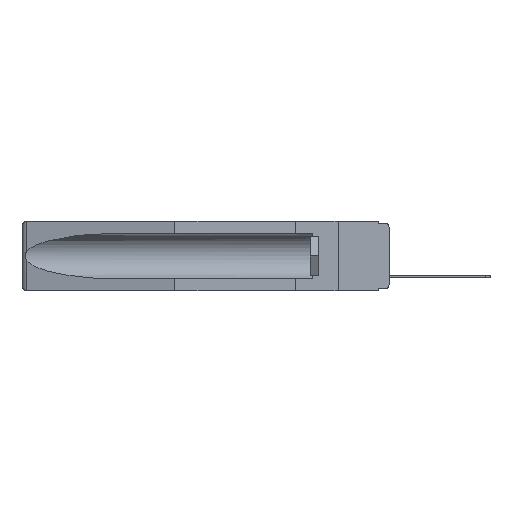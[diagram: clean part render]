
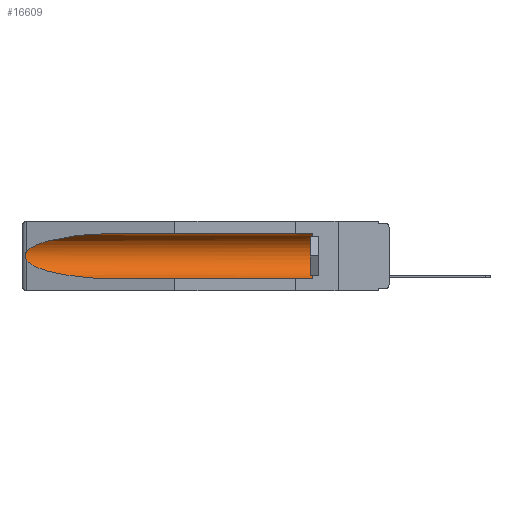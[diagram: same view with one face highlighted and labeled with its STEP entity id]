
A CAD part, left-side view. The second image highlights one B-rep face of the part: STEP entity #16609.
In plain terms, the highlighted cylindrical face has radius 2.857 mm (diameter 5.715 mm), a partial arc.
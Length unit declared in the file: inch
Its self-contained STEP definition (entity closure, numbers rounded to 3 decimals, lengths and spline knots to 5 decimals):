
#177 = VECTOR ( 'NONE', #18500, 39.37008 ) ;
#636 = DIRECTION ( 'NONE',  ( 0., 0., 1. ) ) ;
#702 = DIRECTION ( 'NONE',  ( 0., -1., 0. ) ) ;
#817 = CARTESIAN_POINT ( 'NONE',  ( 0.26597, 1.52961, -0.15275 ) ) ;
#869 = EDGE_CURVE ( 'NONE', #8180, #3870, #2828, .T. ) ;
#997 = CARTESIAN_POINT ( 'NONE',  ( 0.2673, 1.5327, -0.16383 ) ) ;
#1480 = EDGE_CURVE ( 'NONE', #9084, #17106, #3931, .T. ) ;
#1493 = EDGE_CURVE ( 'NONE', #17106, #8180, #14013, .T. ) ;
#1991 = DIRECTION ( 'NONE',  ( 0., 1., 0. ) ) ;
#2828 =( BOUNDED_CURVE ( )  B_SPLINE_CURVE ( 3, ( #18015, #13639, #13575, #9349 ),
 .UNSPECIFIED., .F., .F. ) 
 B_SPLINE_CURVE_WITH_KNOTS ( ( 4, 4 ),
 ( 4.71239, 6.08839 ),
 .UNSPECIFIED. ) 
 CURVE ( )  GEOMETRIC_REPRESENTATION_ITEM ( )  RATIONAL_B_SPLINE_CURVE ( ( 1., 0.848, 0.848, 1. ) ) 
 REPRESENTATION_ITEM ( '' )  );
#3033 = EDGE_LOOP ( 'NONE', ( #10708, #13644, #5447, #18339, #4589, #18095 ) ) ;
#3394 = CARTESIAN_POINT ( 'NONE',  ( 0.155, 1.07973, -0.284 ) ) ;
#3485 = FACE_OUTER_BOUND ( 'NONE', #3033, .T. ) ;
#3631 = CARTESIAN_POINT ( 'NONE',  ( 0.2675, 1.53308, -0.16763 ) ) ;
#3695 = CARTESIAN_POINT ( 'NONE',  ( 0.26537, 1.52718, -0.19328 ) ) ;
#3870 = VERTEX_POINT ( 'NONE', #9209 ) ;
#3931 = CIRCLE ( 'NONE', #13368, 0.1125 ) ;
#4589 = ORIENTED_EDGE ( 'NONE', *, *, #1480, .T. ) ;
#4700 = CARTESIAN_POINT ( 'NONE',  ( 0.21114, 1.30732, -0.284 ) ) ;
#5447 = ORIENTED_EDGE ( 'NONE', *, *, #16100, .T. ) ;
#5910 = B_SPLINE_CURVE_WITH_KNOTS ( 'NONE', 3,
 ( #17947, #817, #15077, #997, #3631, #12408, #10786, #13758, #12233, #3695 ),
 .UNSPECIFIED., .F., .F.,
 ( 4, 2, 2, 2, 4 ),
 ( 0., 0.00029, 0.00058, 0.00087, 0.00117 ),
 .UNSPECIFIED. ) ;
#6079 = CARTESIAN_POINT ( 'NONE',  ( 0.26537, 1.52718, -0.19328 ) ) ;
#7229 = VERTEX_POINT ( 'NONE', #17789 ) ;
#7308 = DIRECTION ( 'NONE',  ( 0., 1., 0. ) ) ;
#7966 = CARTESIAN_POINT ( 'NONE',  ( 0.155, 0.126, -0.059 ) ) ;
#8042 = VERTEX_POINT ( 'NONE', #16666 ) ;
#8180 = VERTEX_POINT ( 'NONE', #16988 ) ;
#8733 = DIRECTION ( 'NONE',  ( 0., 0., 1. ) ) ;
#9084 = VERTEX_POINT ( 'NONE', #18611 ) ;
#9209 = CARTESIAN_POINT ( 'NONE',  ( 0.26537, 1.52718, -0.14972 ) ) ;
#9349 = CARTESIAN_POINT ( 'NONE',  ( 0.26537, 1.52718, -0.14972 ) ) ;
#10547 = CARTESIAN_POINT ( 'NONE',  ( 0.155, 0.126, -0.1715 ) ) ;
#10708 = ORIENTED_EDGE ( 'NONE', *, *, #869, .T. ) ;
#10786 = CARTESIAN_POINT ( 'NONE',  ( 0.2673, 1.53269, -0.17917 ) ) ;
#11374 = AXIS2_PLACEMENT_3D ( 'NONE', #15909, #7308, #8733 ) ;
#12091 = EDGE_CURVE ( 'NONE', #3870, #8042, #5910, .T. ) ;
#12233 = CARTESIAN_POINT ( 'NONE',  ( 0.26597, 1.5296, -0.19026 ) ) ;
#12408 = CARTESIAN_POINT ( 'NONE',  ( 0.2675, 1.53308, -0.17534 ) ) ;
#13276 = CARTESIAN_POINT ( 'NONE',  ( 0.25451, 1.48313, -0.24835 ) ) ;
#13368 = AXIS2_PLACEMENT_3D ( 'NONE', #10547, #702, #636 ) ;
#13575 = CARTESIAN_POINT ( 'NONE',  ( 0.25451, 1.48313, -0.09465 ) ) ;
#13639 = CARTESIAN_POINT ( 'NONE',  ( 0.21114, 1.30732, -0.059 ) ) ;
#13644 = ORIENTED_EDGE ( 'NONE', *, *, #12091, .T. ) ;
#13758 = CARTESIAN_POINT ( 'NONE',  ( 0.26655, 1.53094, -0.18657 ) ) ;
#14013 = LINE ( 'NONE', #16303, #14227 ) ;
#14227 = VECTOR ( 'NONE', #1991, 39.37008 ) ;
#14286 =( BOUNDED_CURVE ( )  B_SPLINE_CURVE ( 3, ( #6079, #13276, #4700, #3394 ),
 .UNSPECIFIED., .F., .F. ) 
 B_SPLINE_CURVE_WITH_KNOTS ( ( 4, 4 ),
 ( 0.1948, 1.5708 ),
 .UNSPECIFIED. ) 
 CURVE ( )  GEOMETRIC_REPRESENTATION_ITEM ( )  RATIONAL_B_SPLINE_CURVE ( ( 1., 0.848, 0.848, 1. ) ) 
 REPRESENTATION_ITEM ( '' )  );
#14460 = EDGE_CURVE ( 'NONE', #9084, #7229, #17711, .T. ) ;
#15077 = CARTESIAN_POINT ( 'NONE',  ( 0.26654, 1.53092, -0.15636 ) ) ;
#15573 = CARTESIAN_POINT ( 'NONE',  ( 0.155, -0.30754, -0.284 ) ) ;
#15909 = CARTESIAN_POINT ( 'NONE',  ( 0.155, -0.30754, -0.1715 ) ) ;
#16100 = EDGE_CURVE ( 'NONE', #8042, #7229, #14286, .T. ) ;
#16303 = CARTESIAN_POINT ( 'NONE',  ( 0.155, -0.30754, -0.059 ) ) ;
#16609 = ADVANCED_FACE ( 'NONE', ( #3485 ), #18317, .F. ) ;
#16666 = CARTESIAN_POINT ( 'NONE',  ( 0.26537, 1.52718, -0.19328 ) ) ;
#16988 = CARTESIAN_POINT ( 'NONE',  ( 0.155, 1.07973, -0.059 ) ) ;
#17106 = VERTEX_POINT ( 'NONE', #7966 ) ;
#17711 = LINE ( 'NONE', #15573, #177 ) ;
#17789 = CARTESIAN_POINT ( 'NONE',  ( 0.155, 1.07973, -0.284 ) ) ;
#17947 = CARTESIAN_POINT ( 'NONE',  ( 0.26537, 1.52718, -0.14972 ) ) ;
#18015 = CARTESIAN_POINT ( 'NONE',  ( 0.155, 1.07973, -0.059 ) ) ;
#18095 = ORIENTED_EDGE ( 'NONE', *, *, #1493, .T. ) ;
#18317 = CYLINDRICAL_SURFACE ( 'NONE', #11374, 0.1125 ) ;
#18339 = ORIENTED_EDGE ( 'NONE', *, *, #14460, .F. ) ;
#18500 = DIRECTION ( 'NONE',  ( 0., 1., 0. ) ) ;
#18611 = CARTESIAN_POINT ( 'NONE',  ( 0.155, 0.126, -0.284 ) ) ;
